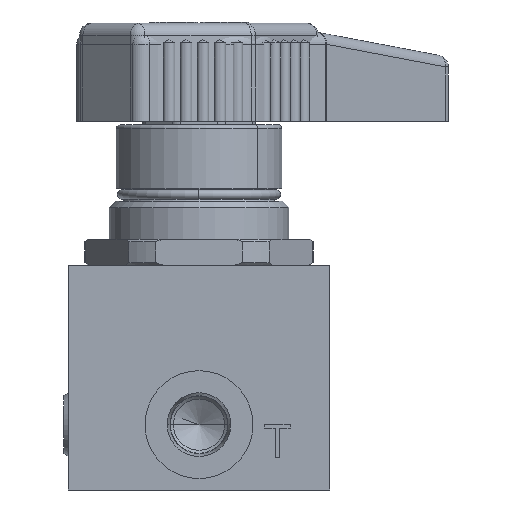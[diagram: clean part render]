
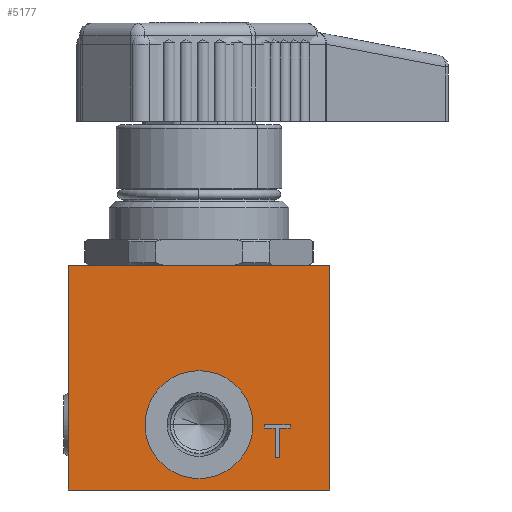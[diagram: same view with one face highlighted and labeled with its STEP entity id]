
A CAD part, front view. The second image highlights one B-rep face of the part: STEP entity #5177.
In plain terms, the highlighted planar face has unit normal (0, -1, 0).
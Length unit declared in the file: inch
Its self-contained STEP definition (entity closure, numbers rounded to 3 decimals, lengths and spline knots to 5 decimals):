
#277=DIRECTION('',(1.,0.,0.));
#278=VECTOR('',#277,2.);
#279=CARTESIAN_POINT('',(-2.,0.,1.72));
#280=LINE('',#279,#278);
#1339=CARTESIAN_POINT('',(-1.,0.,0.5));
#1340=DIRECTION('',(0.,-1.,0.));
#1341=DIRECTION('',(-1.,0.,0.));
#1342=AXIS2_PLACEMENT_3D('',#1339,#1340,#1341);
#1344=CARTESIAN_POINT('',(-1.,0.,0.5));
#1345=DIRECTION('',(0.,-1.,0.));
#1346=DIRECTION('',(1.,0.,0.));
#1347=AXIS2_PLACEMENT_3D('',#1344,#1345,#1346);
#1349=DIRECTION('',(0.,0.,1.));
#1350=VECTOR('',#1349,1.72);
#1351=CARTESIAN_POINT('',(-2.,0.,0.));
#1352=LINE('',#1351,#1350);
#1353=DIRECTION('',(0.,0.,-1.));
#1354=VECTOR('',#1353,1.72);
#1355=CARTESIAN_POINT('',(0.,0.,1.72));
#1356=LINE('',#1355,#1354);
#1357=DIRECTION('',(-1.,0.,0.));
#1358=VECTOR('',#1357,0.19792);
#1359=CARTESIAN_POINT('',(-0.30208,0.,0.5));
#1360=LINE('',#1359,#1358);
#1361=DIRECTION('',(0.,0.,-1.));
#1362=VECTOR('',#1361,0.0266);
#1363=CARTESIAN_POINT('',(-0.5,0.,0.5));
#1364=LINE('',#1363,#1362);
#1365=DIRECTION('',(1.,0.,0.));
#1366=VECTOR('',#1365,0.08333);
#1367=CARTESIAN_POINT('',(-0.5,0.,0.4734));
#1368=LINE('',#1367,#1366);
#1369=DIRECTION('',(0.,0.,-1.));
#1370=VECTOR('',#1369,0.2234);
#1371=CARTESIAN_POINT('',(-0.41667,0.,0.4734));
#1372=LINE('',#1371,#1370);
#1373=DIRECTION('',(1.,0.,0.));
#1374=VECTOR('',#1373,0.03125);
#1375=CARTESIAN_POINT('',(-0.41667,0.,0.25));
#1376=LINE('',#1375,#1374);
#1377=DIRECTION('',(0.,0.,1.));
#1378=VECTOR('',#1377,0.2234);
#1379=CARTESIAN_POINT('',(-0.38542,0.,0.25));
#1380=LINE('',#1379,#1378);
#1381=DIRECTION('',(1.,0.,0.));
#1382=VECTOR('',#1381,0.08333);
#1383=CARTESIAN_POINT('',(-0.38542,0.,0.4734));
#1384=LINE('',#1383,#1382);
#1385=DIRECTION('',(0.,0.,1.));
#1386=VECTOR('',#1385,0.0266);
#1387=CARTESIAN_POINT('',(-0.30208,0.,0.4734));
#1388=LINE('',#1387,#1386);
#1491=DIRECTION('',(1.,0.,0.));
#1492=VECTOR('',#1491,2.);
#1493=CARTESIAN_POINT('',(-2.,0.,0.));
#1494=LINE('',#1493,#1492);
#2613=CARTESIAN_POINT('',(0.,0.,0.));
#2615=VERTEX_POINT('',#2613);
#2619=CARTESIAN_POINT('',(-2.,0.,0.));
#2620=VERTEX_POINT('',#2619);
#2669=CARTESIAN_POINT('',(-1.4125,0.,0.5));
#2670=VERTEX_POINT('',#2669);
#2671=CARTESIAN_POINT('',(-0.5875,0.,0.5));
#2672=VERTEX_POINT('',#2671);
#2756=CARTESIAN_POINT('',(-2.,0.,1.72));
#2758=VERTEX_POINT('',#2756);
#2759=CARTESIAN_POINT('',(0.,0.,1.72));
#2760=VERTEX_POINT('',#2759);
#3375=CARTESIAN_POINT('',(-0.30208,0.,0.5));
#3376=CARTESIAN_POINT('',(-0.5,0.,0.5));
#3377=VERTEX_POINT('',#3375);
#3378=VERTEX_POINT('',#3376);
#3379=CARTESIAN_POINT('',(-0.5,0.,0.4734));
#3380=VERTEX_POINT('',#3379);
#3381=CARTESIAN_POINT('',(-0.41667,0.,0.4734));
#3382=VERTEX_POINT('',#3381);
#3383=CARTESIAN_POINT('',(-0.41667,0.,0.25));
#3384=VERTEX_POINT('',#3383);
#3385=CARTESIAN_POINT('',(-0.38542,0.,0.25));
#3386=VERTEX_POINT('',#3385);
#3387=CARTESIAN_POINT('',(-0.38542,0.,0.4734));
#3388=VERTEX_POINT('',#3387);
#3389=CARTESIAN_POINT('',(-0.30208,0.,0.4734));
#3390=VERTEX_POINT('',#3389);
#5141=CARTESIAN_POINT('',(-2.,0.,0.));
#5142=DIRECTION('',(0.,-1.,0.));
#5143=DIRECTION('',(1.,0.,0.));
#5144=AXIS2_PLACEMENT_3D('',#5141,#5142,#5143);
#5145=PLANE('',#5144);
#5146=ORIENTED_EDGE('',*,*,#4838,.T.);
#5147=ORIENTED_EDGE('',*,*,#3658,.T.);
#5148=ORIENTED_EDGE('',*,*,#3418,.T.);
#5150=ORIENTED_EDGE('',*,*,#5149,.F.);
#5151=EDGE_LOOP('',(#5146,#5147,#5148,#5150));
#5152=FACE_OUTER_BOUND('',#5151,.F.);
#5154=ORIENTED_EDGE('',*,*,#5153,.T.);
#5156=ORIENTED_EDGE('',*,*,#5155,.T.);
#5157=EDGE_LOOP('',(#5154,#5156));
#5158=FACE_BOUND('',#5157,.F.);
#5160=ORIENTED_EDGE('',*,*,#5159,.T.);
#5162=ORIENTED_EDGE('',*,*,#5161,.T.);
#5164=ORIENTED_EDGE('',*,*,#5163,.T.);
#5166=ORIENTED_EDGE('',*,*,#5165,.T.);
#5168=ORIENTED_EDGE('',*,*,#5167,.T.);
#5170=ORIENTED_EDGE('',*,*,#5169,.T.);
#5172=ORIENTED_EDGE('',*,*,#5171,.T.);
#5174=ORIENTED_EDGE('',*,*,#5173,.T.);
#5175=EDGE_LOOP('',(#5160,#5162,#5164,#5166,#5168,#5170,#5172,#5174));
#5176=FACE_BOUND('',#5175,.F.);
#1343=CIRCLE('',#1342,0.4125);
#1348=CIRCLE('',#1347,0.4125);
#3418=EDGE_CURVE('',#2760,#2615,#1356,.T.);
#3658=EDGE_CURVE('',#2758,#2760,#280,.T.);
#4838=EDGE_CURVE('',#2620,#2758,#1352,.T.);
#5149=EDGE_CURVE('',#2620,#2615,#1494,.T.);
#5153=EDGE_CURVE('',#2670,#2672,#1343,.T.);
#5155=EDGE_CURVE('',#2672,#2670,#1348,.T.);
#5159=EDGE_CURVE('',#3377,#3378,#1360,.T.);
#5161=EDGE_CURVE('',#3378,#3380,#1364,.T.);
#5163=EDGE_CURVE('',#3380,#3382,#1368,.T.);
#5165=EDGE_CURVE('',#3382,#3384,#1372,.T.);
#5167=EDGE_CURVE('',#3384,#3386,#1376,.T.);
#5169=EDGE_CURVE('',#3386,#3388,#1380,.T.);
#5171=EDGE_CURVE('',#3388,#3390,#1384,.T.);
#5173=EDGE_CURVE('',#3390,#3377,#1388,.T.);
#5177=ADVANCED_FACE('',(#5152,#5158,#5176),#5145,.T.);
